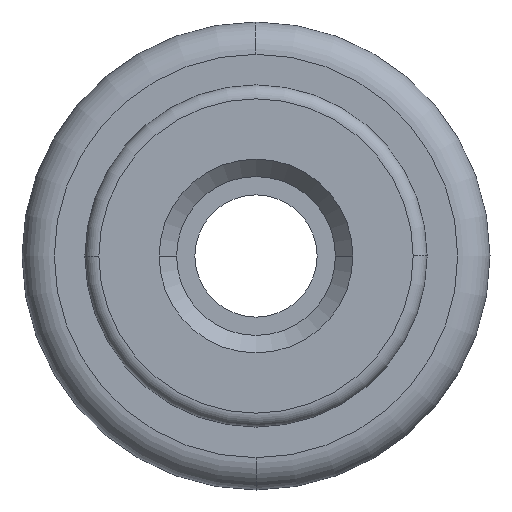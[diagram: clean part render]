
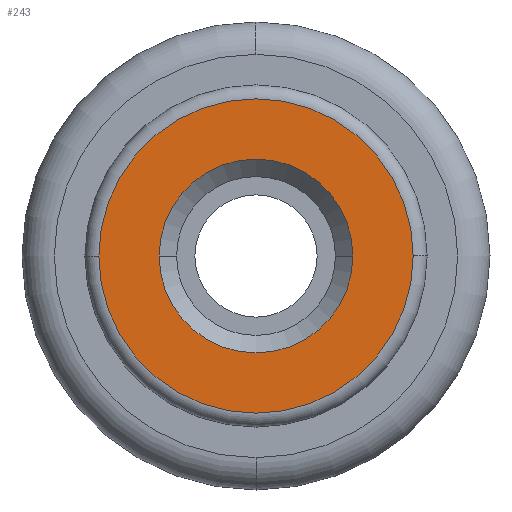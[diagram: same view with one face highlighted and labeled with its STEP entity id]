
A CAD part, front view. The second image highlights one B-rep face of the part: STEP entity #243.
In plain terms, the highlighted planar face has unit normal (0, -1, 0).
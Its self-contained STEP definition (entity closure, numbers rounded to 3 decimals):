
#243=ADVANCED_FACE('',(#505,#506),#507,.T.);
#505=FACE_BOUND('',#776,.T.);
#506=FACE_OUTER_BOUND('',#777,.T.);
#507=PLANE('',#778);
#776=EDGE_LOOP('',(#1411,#1412));
#777=EDGE_LOOP('',(#1413,#1414));
#778=AXIS2_PLACEMENT_3D('',#1415,#1416,#1417);
#1411=ORIENTED_EDGE('',*,*,#1816,.T.);
#1412=ORIENTED_EDGE('',*,*,#1609,.T.);
#1413=ORIENTED_EDGE('',*,*,#1797,.F.);
#1414=ORIENTED_EDGE('',*,*,#1720,.F.);
#1415=CARTESIAN_POINT('',(4.5,0.0,0.0));
#1416=DIRECTION('',(-0.0,-1.0,-0.0));
#1417=DIRECTION('',(-1.0,0.0,0.0));
#1609=EDGE_CURVE('',#1922,#1926,#1928,.T.);
#1720=EDGE_CURVE('',#2098,#2093,#2100,.T.);
#1797=EDGE_CURVE('',#2093,#2098,#2196,.T.);
#1816=EDGE_CURVE('',#1926,#1922,#2215,.T.);
#1922=VERTEX_POINT('',#2327);
#1926=VERTEX_POINT('',#2332);
#1928=CIRCLE('',#2335,5.55);
#2093=VERTEX_POINT('',#2661);
#2098=VERTEX_POINT('',#2667);
#2100=CIRCLE('',#2670,9.0);
#2196=CIRCLE('',#2838,9.0);
#2215=CIRCLE('',#2869,5.55);
#2327=CARTESIAN_POINT('',(5.55,0.0,0.));
#2332=CARTESIAN_POINT('',(-5.55,0.0,0.));
#2335=AXIS2_PLACEMENT_3D('',#3040,#3041,#3042);
#2661=CARTESIAN_POINT('',(9.0,0.0,0.0));
#2667=CARTESIAN_POINT('',(-9.0,0.0,0.));
#2670=AXIS2_PLACEMENT_3D('',#3222,#3223,#3224);
#2838=AXIS2_PLACEMENT_3D('',#3348,#3349,#3350);
#2869=AXIS2_PLACEMENT_3D('',#3370,#3371,#3372);
#3040=CARTESIAN_POINT('',(0.0,0.0,0.0));
#3041=DIRECTION('',(-0.0,1.0,0.0));
#3042=DIRECTION('',(1.0,0.0,0.0));
#3222=CARTESIAN_POINT('',(0.0,0.0,0.0));
#3223=DIRECTION('',(-0.0,1.0,0.0));
#3224=DIRECTION('',(1.0,0.0,0.0));
#3348=CARTESIAN_POINT('',(0.0,0.0,0.0));
#3349=DIRECTION('',(-0.0,1.0,0.0));
#3350=DIRECTION('',(1.0,0.0,0.0));
#3370=CARTESIAN_POINT('',(0.0,0.0,0.0));
#3371=DIRECTION('',(-0.0,1.0,0.0));
#3372=DIRECTION('',(1.0,0.0,0.0));
